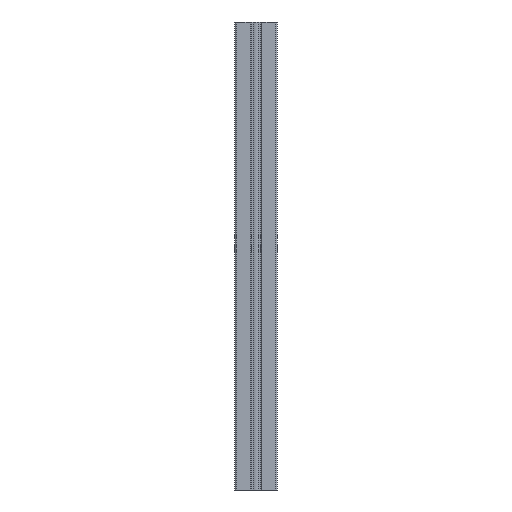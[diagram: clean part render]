
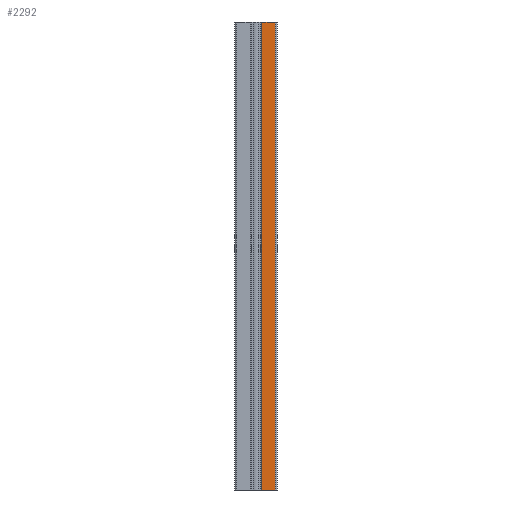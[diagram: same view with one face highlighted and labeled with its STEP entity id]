
A CAD part, front view. The second image highlights one B-rep face of the part: STEP entity #2292.
In plain terms, the highlighted planar face has unit normal (0, -1, 0).
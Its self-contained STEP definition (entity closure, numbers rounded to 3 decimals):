
#2180 = ORIENTED_EDGE ( 'NONE', *, *, #2302, .F. ) ;
#2230 = DIRECTION ( 'NONE',  ( 1., 0., 0. ) ) ;
#2231 = VECTOR ( 'NONE', #2230, 1000. ) ;
#2232 = CARTESIAN_POINT ( 'NONE',  ( -26806.962, -22265.995, 500. ) ) ;
#2237 = LINE ( 'NONE', #2232, #2231 ) ;
#2250 = CARTESIAN_POINT ( 'NONE',  ( -26792.762, -22265.995, 500. ) ) ;
#2255 = CARTESIAN_POINT ( 'NONE',  ( -26806.962, -22265.995, 500. ) ) ;
#2292 = ADVANCED_FACE ( 'NONE', ( #5185 ), #5170, .F. ) ;
#2302 = EDGE_CURVE ( 'NONE', #4564, #4783, #5169, .T. ) ;
#2546 = EDGE_CURVE ( 'NONE', #4559, #4770, #5173, .T. ) ;
#2576 = CARTESIAN_POINT ( 'NONE',  ( -26806.962, -22265.995, 0. ) ) ;
#2577 = LINE ( 'NONE', #2576, #2628 ) ;
#2582 = CARTESIAN_POINT ( 'NONE',  ( -26792.762, -22265.995, 0. ) ) ;
#2588 = CARTESIAN_POINT ( 'NONE',  ( -26806.962, -22265.995, 0. ) ) ;
#2627 = DIRECTION ( 'NONE',  ( 1., 0., 0. ) ) ;
#2628 = VECTOR ( 'NONE', #2627, 1000. ) ;
#2839 = ORIENTED_EDGE ( 'NONE', *, *, #4573, .F. ) ;
#2997 = ORIENTED_EDGE ( 'NONE', *, *, #2546, .T. ) ;
#3008 = ORIENTED_EDGE ( 'NONE', *, *, #4778, .T. ) ;
#3343 = EDGE_LOOP ( 'NONE', ( #3008, #2180, #2839, #2997 ) ) ;
#4559 = VERTEX_POINT ( 'NONE', #2255 ) ;
#4564 = VERTEX_POINT ( 'NONE', #2250 ) ;
#4573 = EDGE_CURVE ( 'NONE', #4559, #4564, #2237, .T. ) ;
#4770 = VERTEX_POINT ( 'NONE', #2588 ) ;
#4778 = EDGE_CURVE ( 'NONE', #4770, #4783, #2577, .T. ) ;
#4783 = VERTEX_POINT ( 'NONE', #2582 ) ;
#5156 = DIRECTION ( 'NONE',  ( 0., 0., -1. ) ) ;
#5157 = VECTOR ( 'NONE', #5156, 1000. ) ;
#5161 = CARTESIAN_POINT ( 'NONE',  ( -26806.962, -22265.995, 500. ) ) ;
#5162 = DIRECTION ( 'NONE',  ( 0., 0., -1. ) ) ;
#5163 = VECTOR ( 'NONE', #5162, 1000. ) ;
#5166 = DIRECTION ( 'NONE',  ( -1., 0., 0. ) ) ;
#5167 = DIRECTION ( 'NONE',  ( 0., 1., 0. ) ) ;
#5168 = CARTESIAN_POINT ( 'NONE',  ( -26792.762, -22265.995, 500. ) ) ;
#5169 = LINE ( 'NONE', #5168, #5163 ) ;
#5170 = PLANE ( 'NONE',  #5175 ) ;
#5173 = LINE ( 'NONE', #5161, #5157 ) ;
#5175 = AXIS2_PLACEMENT_3D ( 'NONE', #5184, #5167, #5166 ) ;
#5184 = CARTESIAN_POINT ( 'NONE',  ( -26806.962, -22265.995, 500. ) ) ;
#5185 = FACE_OUTER_BOUND ( 'NONE', #3343, .T. ) ;
